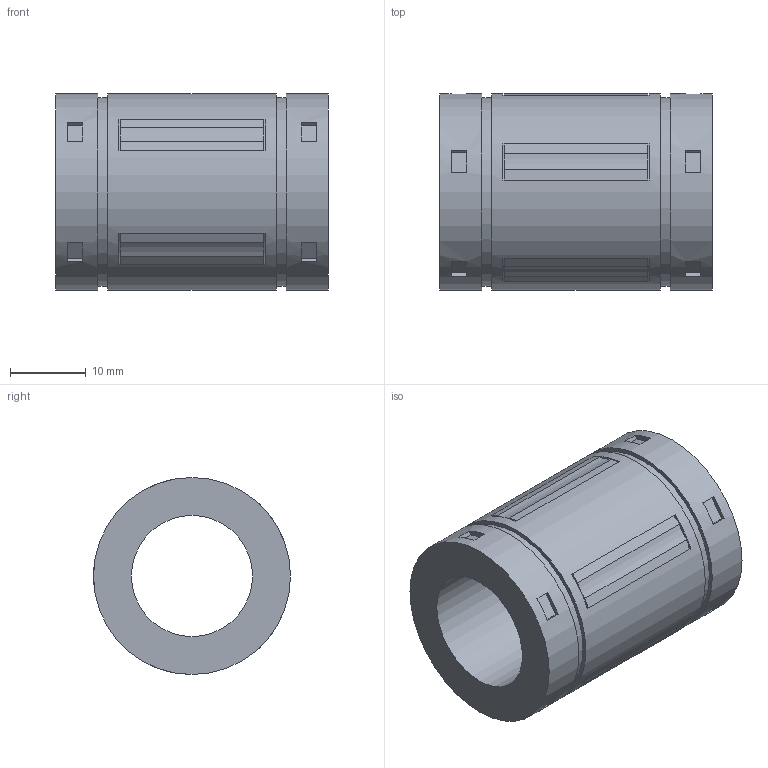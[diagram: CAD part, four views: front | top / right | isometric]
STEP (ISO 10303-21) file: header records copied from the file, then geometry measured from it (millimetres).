
FILE_DESCRIPTION( ( 'STEP AP214' ), '1' );
FILE_NAME( 'TK16UU_2_14.stp', ' ', ( ' ' ), ( ' ' ), 'PSStep 15.0.47', 'PARTsolutions', ' ' );
FILE_SCHEMA( ( 'AUTOMOTIVE_DESIGN { 1 0 10303 214 1 1 1 1 }' ) );
Length unit declared in the file: millimetre
Products named in the file (2): TK16UU; _TK16
Assembly tree (1 placements, depth 2):
  TK16UU
    _TK16
Bounding box: 36 x 26 x 26 mm (x, y, z)
Volume: 11692.2 mm3; surface area: 5668.7 mm2
Topology: 1 solids, 1 shells, 107 faces, 242 edges, 156 vertices
Faces by surface type: plane 86, cylinder 21
Full cylindrical faces by diameter (mm): 16 x1, 24.9 x2, 26 x3
Entity records: 3852 total; most frequent: DIRECTION 530, CARTESIAN_POINT 501, ORIENTED_EDGE 472, EDGE_CURVE 236, AXIS2_PLACEMENT_3D 185, LINE 160, VECTOR 160, VERTEX_POINT 156
